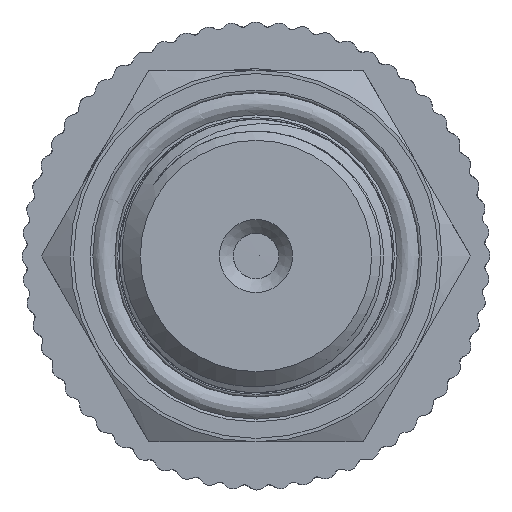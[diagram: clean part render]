
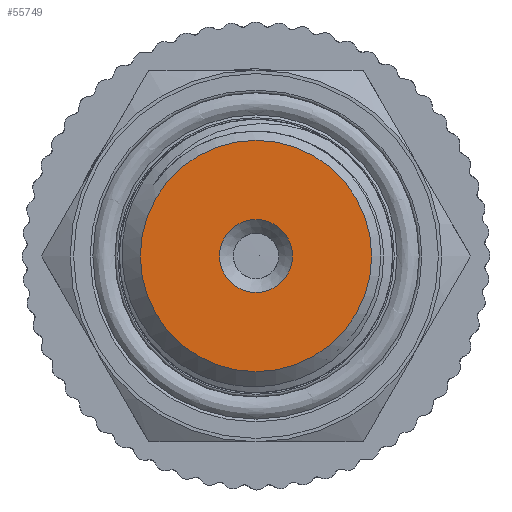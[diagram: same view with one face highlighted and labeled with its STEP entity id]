
A CAD part, left-side view. The second image highlights one B-rep face of the part: STEP entity #55749.
In plain terms, the highlighted planar face has unit normal (-1, 0, 0).
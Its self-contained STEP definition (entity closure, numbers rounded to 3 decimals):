
#4705=PLANE('',#59157);
#7228=FACE_BOUND('',#11846,.T.);
#8302=FACE_OUTER_BOUND('',#11845,.T.);
#11845=EDGE_LOOP('',(#38827));
#11846=EDGE_LOOP('',(#38828));
#15460=CIRCLE('',#59105,8.4);
#15491=CIRCLE('',#59156,2.65);
#22848=VERTEX_POINT('',#93608);
#22877=VERTEX_POINT('',#95337);
#28961=EDGE_CURVE('',#22848,#22848,#15460,.T.);
#29012=EDGE_CURVE('',#22877,#22877,#15491,.T.);
#38827=ORIENTED_EDGE('',*,*,#28961,.T.);
#38828=ORIENTED_EDGE('',*,*,#29012,.T.);
#55749=ADVANCED_FACE('',(#8302,#7228),#4705,.T.);
#59105=AXIS2_PLACEMENT_3D('',#93609,#67211,#67212);
#59156=AXIS2_PLACEMENT_3D('',#95339,#67323,#67324);
#59157=AXIS2_PLACEMENT_3D('',#95340,#67325,#67326);
#67211=DIRECTION('center_axis',(-1.,0.,0.));
#67212=DIRECTION('ref_axis',(0.,1.,0.));
#67323=DIRECTION('center_axis',(1.,0.,0.));
#67324=DIRECTION('ref_axis',(0.,0.,-1.));
#67325=DIRECTION('center_axis',(-1.,0.,0.));
#67326=DIRECTION('ref_axis',(0.,0.,1.));
#93608=CARTESIAN_POINT('',(-61.,-8.4,0.));
#93609=CARTESIAN_POINT('Origin',(-61.,0.,0.));
#95337=CARTESIAN_POINT('',(-61.,-2.65,0.));
#95339=CARTESIAN_POINT('Origin',(-61.,0.,0.));
#95340=CARTESIAN_POINT('Origin',(-61.,10.,0.));
